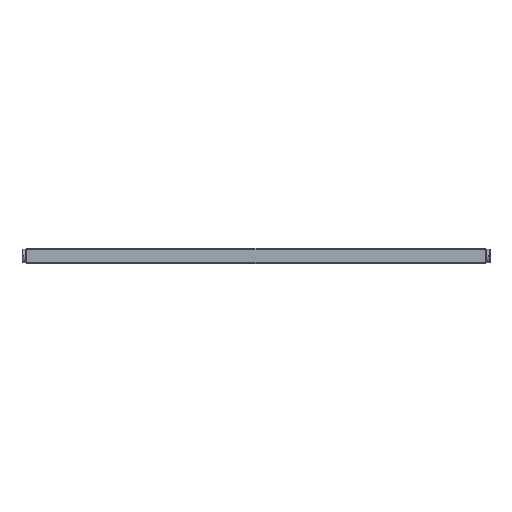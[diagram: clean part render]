
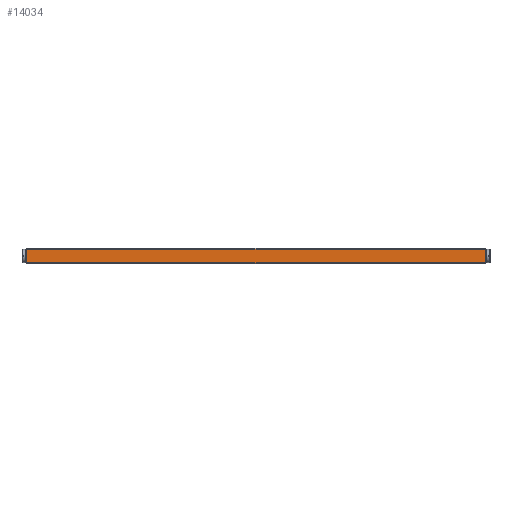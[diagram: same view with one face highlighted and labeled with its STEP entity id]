
A CAD part, front view. The second image highlights one B-rep face of the part: STEP entity #14034.
In plain terms, the highlighted planar face has unit normal (0, -1, 0).
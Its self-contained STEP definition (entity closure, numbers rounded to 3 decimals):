
#10559=FACE_OUTER_BOUND('',#24895,.T.);
#14034=ADVANCED_FACE('',(#10559),#18010,.T.);
#18010=PLANE('',#77934);
#24895=EDGE_LOOP('',(#29896,#29897,#29898,#29899));
#29896=ORIENTED_EDGE('',*,*,#55744,.T.);
#29897=ORIENTED_EDGE('',*,*,#55745,.T.);
#29898=ORIENTED_EDGE('',*,*,#55746,.T.);
#29899=ORIENTED_EDGE('',*,*,#55747,.T.);
#49272=VERTEX_POINT('',#103519);
#49273=VERTEX_POINT('',#103520);
#49274=VERTEX_POINT('',#103522);
#49275=VERTEX_POINT('',#103524);
#55744=EDGE_CURVE('',#49272,#49273,#65337,.T.);
#55745=EDGE_CURVE('',#49273,#49274,#65338,.T.);
#55746=EDGE_CURVE('',#49274,#49275,#65339,.T.);
#55747=EDGE_CURVE('',#49275,#49272,#65340,.T.);
#65337=LINE('',#103518,#71713);
#65338=LINE('',#103521,#71714);
#65339=LINE('',#103523,#71715);
#65340=LINE('',#103525,#71716);
#71713=VECTOR('',#84274,1.);
#71714=VECTOR('',#84275,1.);
#71715=VECTOR('',#84276,1.);
#71716=VECTOR('',#84277,1.);
#77934=AXIS2_PLACEMENT_3D('',#103526,#84278,#84279);
#84274=DIRECTION('',(-1.,0.,0.));
#84275=DIRECTION('',(0.,0.,-1.));
#84276=DIRECTION('',(1.,0.,0.));
#84277=DIRECTION('',(0.,0.,1.));
#84278=DIRECTION('',(0.,-1.,0.));
#84279=DIRECTION('',(0.,0.,1.));
#103518=CARTESIAN_POINT('',(0.,-40.,14.25));
#103519=CARTESIAN_POINT('',(224.275,-40.,14.25));
#103520=CARTESIAN_POINT('',(-224.275,-40.,14.25));
#103521=CARTESIAN_POINT('',(-224.275,-40.,0.));
#103522=CARTESIAN_POINT('',(-224.275,-40.,0.75));
#103523=CARTESIAN_POINT('',(0.,-40.,0.75));
#103524=CARTESIAN_POINT('',(224.275,-40.,0.75));
#103525=CARTESIAN_POINT('',(224.275,-40.,0.));
#103526=CARTESIAN_POINT('',(0.,-40.,0.));
